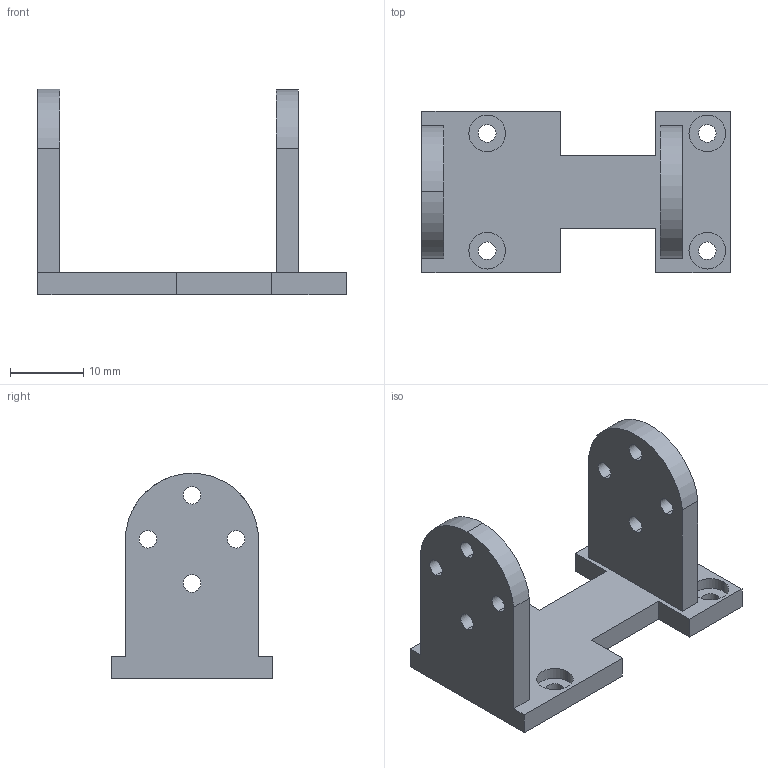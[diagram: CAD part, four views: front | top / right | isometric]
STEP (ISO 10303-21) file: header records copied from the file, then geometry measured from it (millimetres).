
FILE_DESCRIPTION (( 'STEP AP203' ), '1' );
FILE_NAME ('Follower_Elbow_To_Wrist.STEP', '2024-09-05T20:27:47', ( '' ), ( '' ), 'SwSTEP 2.0', 'SolidWorks 2024', '' );
FILE_SCHEMA (( 'CONFIG_CONTROL_DESIGN' ));
Length unit declared in the file: millimetre
Products named in the file (1): Follower_Elbow_To_Wrist
Bounding box: 42 x 22 x 28 mm (x, y, z)
Volume: 4539.2 mm3; surface area: 4123.9 mm2
Topology: 1 solids, 1 shells, 68 faces, 175 edges, 114 vertices
Faces by surface type: cylinder 35, plane 25, cone 8
Entity records: 2216 total; most frequent: DIRECTION 391, CARTESIAN_POINT 358, ORIENTED_EDGE 350, EDGE_CURVE 175, AXIS2_PLACEMENT_3D 147, VERTEX_POINT 114, LINE 97, VECTOR 97
